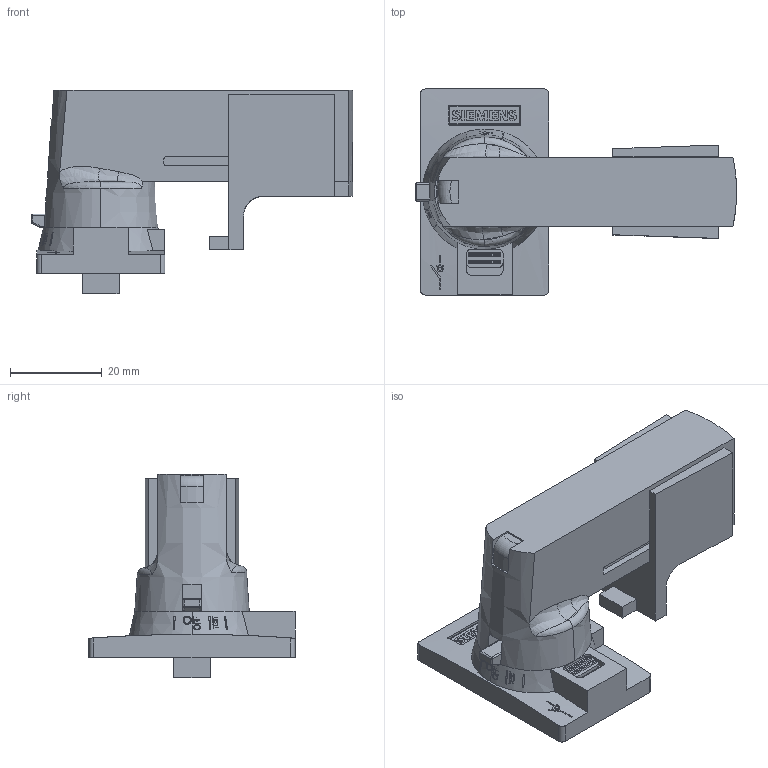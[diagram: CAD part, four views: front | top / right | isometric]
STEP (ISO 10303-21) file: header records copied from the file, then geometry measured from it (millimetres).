
FILE_DESCRIPTION(('STEP AP214'),'1');
FILE_NAME('cctmp_4AD10A8F-B0FA-4D5F-A9C4-ABF073963106_2023_04_14_00_58_19_0538..stp','2023-04-13T22:58:20',('SIEMENS A&D'),('CADClick - www.CADClick.com'),'Spatial InterOp 3D postprocessed',' ','unknown authorization');
FILE_SCHEMA(('AUTOMOTIVE_DESIGN'));
Length unit declared in the file: millimetre
Products named in the file (1): 2023_04_14_00_58_19_0507
Bounding box: 70.14 x 45 x 44.5 mm (x, y, z)
Volume: 36524.2 mm3; surface area: 14304.8 mm2
Topology: 1 solids, 1 shells, 532 faces, 1454 edges, 954 vertices
Faces by surface type: plane 380, cylinder 106, cone 25, sphere 8, torus 7, bspline 6
Entity records: 31372 total; most frequent: CARTESIAN_POINT 6464, STYLED_ITEM 2933, PRESENTATION_STYLE_ASSIGNMENT 2933, DIRECTION 2901, ORIENTED_EDGE 2892, EDGE_CURVE 1446, CURVE_STYLE 1446, DRAUGHTING_PRE_DEFINED_CURVE_FONT 1446
